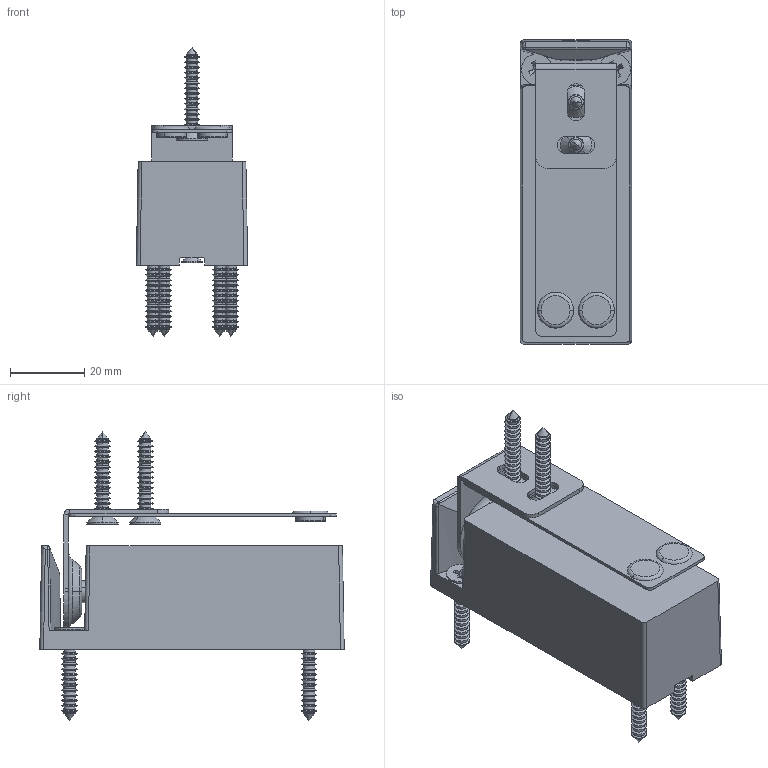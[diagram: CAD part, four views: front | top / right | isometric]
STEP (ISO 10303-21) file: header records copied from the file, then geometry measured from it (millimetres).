
FILE_DESCRIPTION (( 'STEP AP214' ), '1' );
FILE_NAME ('CEB200.step', '2021-07-29T13:58:51', ( '' ), ( '' ), 'SwSTEP 2.0', 'SolidWorks 2020', '' );
FILE_SCHEMA (( 'AUTOMOTIVE_DESIGN' ));
Length unit declared in the file: millimetre
Products named in the file (9): Tapping screw DIN 7982-ST4.2x25-C-H-S-4; Tapping screw DIN 7982-ST4.2x25-C-H-S-3; Tapping screw DIN 7982-ST4.2x25-C-H-S-6; Tapping screw DIN 7982-ST4.2x25-C-H-S-5; Tapping screw DIN 7982-ST4.2x25-C-H-S-2; Group1; CEB200; Group2; Tapping screw DIN 7982-ST4.2x25-C-H-S-1
Assembly tree (8 placements, depth 2):
  CEB200
    Group1
    Group2
    Tapping screw DIN 7982-ST4.2x25-C-H-S-1
    Tapping screw DIN 7982-ST4.2x25-C-H-S-4
    Tapping screw DIN 7982-ST4.2x25-C-H-S-3
    Tapping screw DIN 7982-ST4.2x25-C-H-S-2
    Tapping screw DIN 7982-ST4.2x25-C-H-S-5
    Tapping screw DIN 7982-ST4.2x25-C-H-S-6
Bounding box: 30 x 82 x 78 mm (x, y, z)
Volume: 62046.4 mm3; surface area: 20591.8 mm2
Topology: 8 solids, 11 shells, 901 faces, 1964 edges, 1090 vertices
Faces by surface type: cone 408, cylinder 284, plane 154, bspline 32, torus 22, sphere 1
Entity records: 25139 total; most frequent: CARTESIAN_POINT 4795, DIRECTION 4405, ORIENTED_EDGE 3898, EDGE_CURVE 1949, AXIS2_PLACEMENT_3D 1680, VERTEX_POINT 1088, VECTOR 1045, LINE 1045
